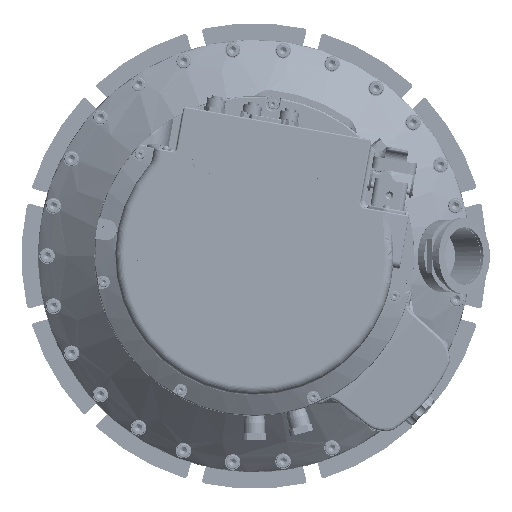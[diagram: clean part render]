
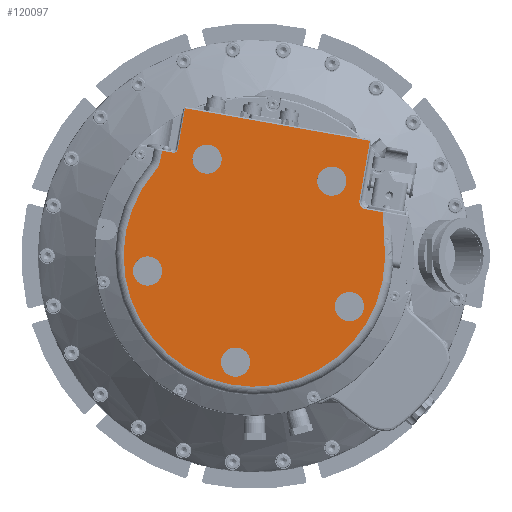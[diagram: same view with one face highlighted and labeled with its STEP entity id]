
A CAD part, front view. The second image highlights one B-rep face of the part: STEP entity #120097.
In plain terms, the highlighted planar face has unit normal (0, -1, 0).
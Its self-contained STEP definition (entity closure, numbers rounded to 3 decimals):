
#119936=CARTESIAN_POINT('',(-50.615,-79.5,107.421));
#119937=DIRECTION('',(0.0,-1.0,0.0));
#119938=DIRECTION('',(0.0,0.0,-1.0));
#119939=AXIS2_PLACEMENT_3D('',#119936,#119937,#119938);
#119940=PLANE('',#119939);
#119941=CARTESIAN_POINT('',(75.591,-79.5,39.981));
#119942=VERTEX_POINT('',#119941);
#119943=CARTESIAN_POINT('',(83.145,-79.5,82.82));
#119944=VERTEX_POINT('',#119943);
#119945=CARTESIAN_POINT('',(75.591,-79.5,39.981));
#119946=DIRECTION('',(0.174,0.,0.985));
#119947=VECTOR('',#119946,43.5);
#119948=LINE('',#119945,#119947);
#119949=EDGE_CURVE('',#119942,#119944,#119948,.T.);
#119950=ORIENTED_EDGE('',*,*,#119949,.T.);
#119951=CARTESIAN_POINT('',(-49.804,-79.5,106.263));
#119952=VERTEX_POINT('',#119951);
#119953=CARTESIAN_POINT('',(83.145,-79.5,82.82));
#119954=DIRECTION('',(-0.985,0.0,0.174));
#119955=VECTOR('',#119954,135.);
#119956=LINE('',#119953,#119955);
#119957=EDGE_CURVE('',#119944,#119952,#119956,.T.);
#119958=ORIENTED_EDGE('',*,*,#119957,.T.);
#119959=CARTESIAN_POINT('',(-55.014,-79.5,76.719));
#119960=VERTEX_POINT('',#119959);
#119961=CARTESIAN_POINT('',(-49.804,-79.5,106.263));
#119962=DIRECTION('',(-0.174,0.,-0.985));
#119963=VECTOR('',#119962,30.);
#119964=LINE('',#119961,#119963);
#119965=EDGE_CURVE('',#119952,#119960,#119964,.T.);
#119966=ORIENTED_EDGE('',*,*,#119965,.T.);
#119967=CARTESIAN_POINT('',(-58.489,-79.5,74.285));
#119968=VERTEX_POINT('',#119967);
#119969=CARTESIAN_POINT('',(-57.968,-79.5,77.24));
#119970=DIRECTION('',(0.,1.,0.));
#119971=DIRECTION('',(-0.985,0.,0.174));
#119972=AXIS2_PLACEMENT_3D('',#119969,#119970,#119971);
#119973=CIRCLE('',#119972,3.);
#119974=EDGE_CURVE('',#119960,#119968,#119973,.T.);
#119975=ORIENTED_EDGE('',*,*,#119974,.T.);
#119976=CARTESIAN_POINT('',(-66.368,-79.5,75.674));
#119977=VERTEX_POINT('',#119976);
#119978=CARTESIAN_POINT('',(-58.489,-79.5,74.285));
#119979=DIRECTION('',(-0.985,0.0,0.174));
#119980=VECTOR('',#119979,8.);
#119981=LINE('',#119978,#119980);
#119982=EDGE_CURVE('',#119968,#119977,#119981,.T.);
#119983=ORIENTED_EDGE('',*,*,#119982,.T.);
#119984=CARTESIAN_POINT('',(-67.531,-79.5,69.077));
#119985=VERTEX_POINT('',#119984);
#119986=CARTESIAN_POINT('',(-66.368,-79.5,75.674));
#119987=DIRECTION('',(-0.174,0.0,-0.985));
#119988=VECTOR('',#119987,6.699);
#119989=LINE('',#119986,#119988);
#119990=EDGE_CURVE('',#119977,#119985,#119989,.T.);
#119991=ORIENTED_EDGE('',*,*,#119990,.T.);
#119992=CARTESIAN_POINT('',(-71.173,-79.5,61.403));
#119993=VERTEX_POINT('',#119992);
#119994=CARTESIAN_POINT('',(-83.288,-79.5,71.855));
#119995=DIRECTION('',(0.,1.,0.));
#119996=DIRECTION('',(-0.985,0.,0.174));
#119997=AXIS2_PLACEMENT_3D('',#119994,#119995,#119996);
#119998=CIRCLE('',#119997,16.0);
#119999=EDGE_CURVE('',#119985,#119993,#119998,.T.);
#120000=ORIENTED_EDGE('',*,*,#119999,.T.);
#120001=CARTESIAN_POINT('',(93.978,-79.5,-2.033));
#120002=VERTEX_POINT('',#120001);
#120003=CARTESIAN_POINT('',(0.,-79.5,0.));
#120004=DIRECTION('',(0.,-1.0,0.));
#120005=DIRECTION('',(-0.985,0.,0.174));
#120006=AXIS2_PLACEMENT_3D('',#120003,#120004,#120005);
#120007=CIRCLE('',#120006,94.);
#120008=EDGE_CURVE('',#119993,#120002,#120007,.T.);
#120009=ORIENTED_EDGE('',*,*,#120008,.T.);
#120010=CARTESIAN_POINT('',(92.924,-79.5,31.34));
#120011=VERTEX_POINT('',#120010);
#120012=CARTESIAN_POINT('',(93.978,-79.5,-2.033));
#120013=CARTESIAN_POINT('',(94.099,-79.5,3.552));
#120014=CARTESIAN_POINT('',(93.753,-79.5,9.128));
#120015=CARTESIAN_POINT('',(93.036,-79.5,17.466));
#120016=CARTESIAN_POINT('',(92.762,-79.5,20.244));
#120017=CARTESIAN_POINT('',(92.493,-79.5,24.419));
#120018=CARTESIAN_POINT('',(92.427,-79.5,25.815));
#120019=CARTESIAN_POINT('',(92.455,-79.5,28.593));
#120020=CARTESIAN_POINT('',(92.503,-79.5,29.98));
#120021=CARTESIAN_POINT('',(92.924,-79.5,31.34));
#120022=B_SPLINE_CURVE_WITH_KNOTS('',3,(#120012,#120013,#120014,#120015,#120016,#120017,#120018,#120019,#120020,#120021),.UNSPECIFIED.,.F.,.U.,(4,2,2,2,4),(0.0,0.5,0.75,0.875,1.0),.UNSPECIFIED.);
#120023=EDGE_CURVE('',#120002,#120011,#120022,.T.);
#120024=ORIENTED_EDGE('',*,*,#120023,.T.);
#120025=CARTESIAN_POINT('',(80.052,-79.5,33.61));
#120026=VERTEX_POINT('',#120025);
#120027=CARTESIAN_POINT('',(92.924,-79.5,31.34));
#120028=DIRECTION('',(-0.985,0.0,0.174));
#120029=VECTOR('',#120028,13.07);
#120030=LINE('',#120027,#120029);
#120031=EDGE_CURVE('',#120011,#120026,#120030,.T.);
#120032=ORIENTED_EDGE('',*,*,#120031,.T.);
#120033=CARTESIAN_POINT('',(81.007,-79.5,39.026));
#120034=DIRECTION('',(0.,1.0,0.));
#120035=DIRECTION('',(-0.985,0.,0.174));
#120036=AXIS2_PLACEMENT_3D('',#120033,#120034,#120035);
#120037=CIRCLE('',#120036,5.5);
#120038=EDGE_CURVE('',#120026,#119942,#120037,.T.);
#120039=ORIENTED_EDGE('',*,*,#120038,.T.);
#120040=EDGE_LOOP('',(#119950,#119958,#119966,#119975,#119983,#119991,#120000,#120009,#120024,#120032,#120039));
#120041=FACE_OUTER_BOUND('',#120040,.T.);
#120042=CARTESIAN_POINT('',(-87.086,-79.5,-8.963));
#120043=VERTEX_POINT('',#120042);
#120044=CARTESIAN_POINT('',(-76.746,-79.5,-10.786));
#120045=DIRECTION('',(0.,-1.0,0.));
#120046=DIRECTION('',(-0.985,0.,0.174));
#120047=AXIS2_PLACEMENT_3D('',#120044,#120045,#120046);
#120048=CIRCLE('',#120047,10.5);
#120049=EDGE_CURVE('',#120043,#120043,#120048,.T.);
#120050=ORIENTED_EDGE('',*,*,#120049,.F.);
#120051=EDGE_LOOP('',(#120050));
#120052=FACE_BOUND('',#120051,.T.);
#120053=CARTESIAN_POINT('',(-44.314,-79.5,71.48));
#120054=VERTEX_POINT('',#120053);
#120055=CARTESIAN_POINT('',(-33.974,-79.5,69.657));
#120056=DIRECTION('',(0.,-1.0,0.));
#120057=DIRECTION('',(-0.985,0.,0.174));
#120058=AXIS2_PLACEMENT_3D('',#120055,#120056,#120057);
#120059=CIRCLE('',#120058,10.5);
#120060=EDGE_CURVE('',#120054,#120054,#120059,.T.);
#120061=ORIENTED_EDGE('',*,*,#120060,.F.);
#120062=EDGE_LOOP('',(#120061));
#120063=FACE_BOUND('',#120062,.T.);
#120064=CARTESIAN_POINT('',(45.408,-79.5,55.659));
#120065=VERTEX_POINT('',#120064);
#120066=CARTESIAN_POINT('',(55.749,-79.5,53.836));
#120067=DIRECTION('',(0.,-1.0,0.));
#120068=DIRECTION('',(-0.985,0.,0.174));
#120069=AXIS2_PLACEMENT_3D('',#120066,#120067,#120068);
#120070=CIRCLE('',#120069,10.5);
#120071=EDGE_CURVE('',#120065,#120065,#120070,.T.);
#120072=ORIENTED_EDGE('',*,*,#120071,.F.);
#120073=EDGE_LOOP('',(#120072));
#120074=FACE_BOUND('',#120073,.T.);
#120075=CARTESIAN_POINT('',(58.088,-79.5,-34.561));
#120076=VERTEX_POINT('',#120075);
#120077=CARTESIAN_POINT('',(68.428,-79.5,-36.384));
#120078=DIRECTION('',(0.,-1.0,0.));
#120079=DIRECTION('',(-0.985,0.,0.174));
#120080=AXIS2_PLACEMENT_3D('',#120077,#120078,#120079);
#120081=CIRCLE('',#120080,10.5);
#120082=EDGE_CURVE('',#120076,#120076,#120081,.T.);
#120083=ORIENTED_EDGE('',*,*,#120082,.F.);
#120084=EDGE_LOOP('',(#120083));
#120085=FACE_BOUND('',#120084,.T.);
#120086=CARTESIAN_POINT('',(-23.798,-79.5,-74.499));
#120087=VERTEX_POINT('',#120086);
#120088=CARTESIAN_POINT('',(-13.458,-79.5,-76.323));
#120089=DIRECTION('',(0.,-1.0,0.));
#120090=DIRECTION('',(-0.985,0.,0.174));
#120091=AXIS2_PLACEMENT_3D('',#120088,#120089,#120090);
#120092=CIRCLE('',#120091,10.5);
#120093=EDGE_CURVE('',#120087,#120087,#120092,.T.);
#120094=ORIENTED_EDGE('',*,*,#120093,.F.);
#120095=EDGE_LOOP('',(#120094));
#120096=FACE_BOUND('',#120095,.T.);
#120097=ADVANCED_FACE('',(#120041,#120052,#120063,#120074,#120085,#120096),#119940,.T.);
